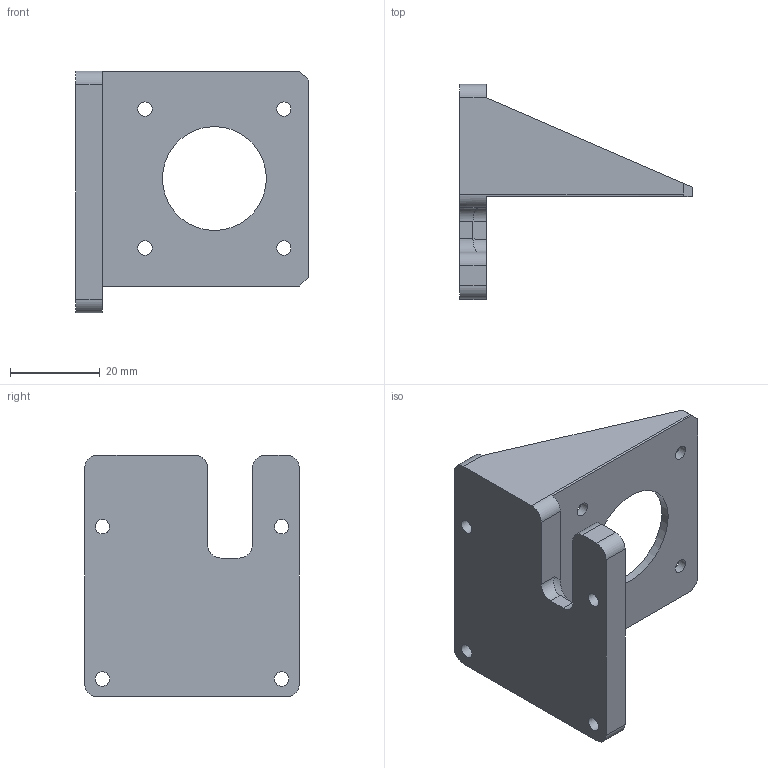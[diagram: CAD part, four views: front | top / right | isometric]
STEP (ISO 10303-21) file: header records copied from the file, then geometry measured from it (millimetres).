
FILE_DESCRIPTION(('FreeCAD Model'),'2;1');
FILE_NAME('Open CASCADE Shape Model','2023-03-04T13:50:08',('Author'),( ''),'Open CASCADE STEP processor 7.5','FreeCAD','Unknown');
FILE_SCHEMA(('AUTOMOTIVE_DESIGN { 1 0 10303 214 1 1 1 1 }'));
Length unit declared in the file: millimetre
Products named in the file (1): extruder.holder.mirror
Bounding box: 52 x 48 x 54 mm (x, y, z)
Volume: 19664.4 mm3; surface area: 12085.2 mm2
Topology: 1 solids, 1 shells, 48 faces, 124 edges, 81 vertices
Faces by surface type: plane 25, cylinder 23
Full cylindrical faces by diameter (mm): 3.2 x8, 6.4 x4, 23.2 x1
Entity records: 3226 total; most frequent: CARTESIAN_POINT 679, DIRECTION 478, LINE 259, VECTOR 259, ORIENTED_EDGE 248, PCURVE 248, DEFINITIONAL_REPRESENTATION 248, EDGE_CURVE 124
